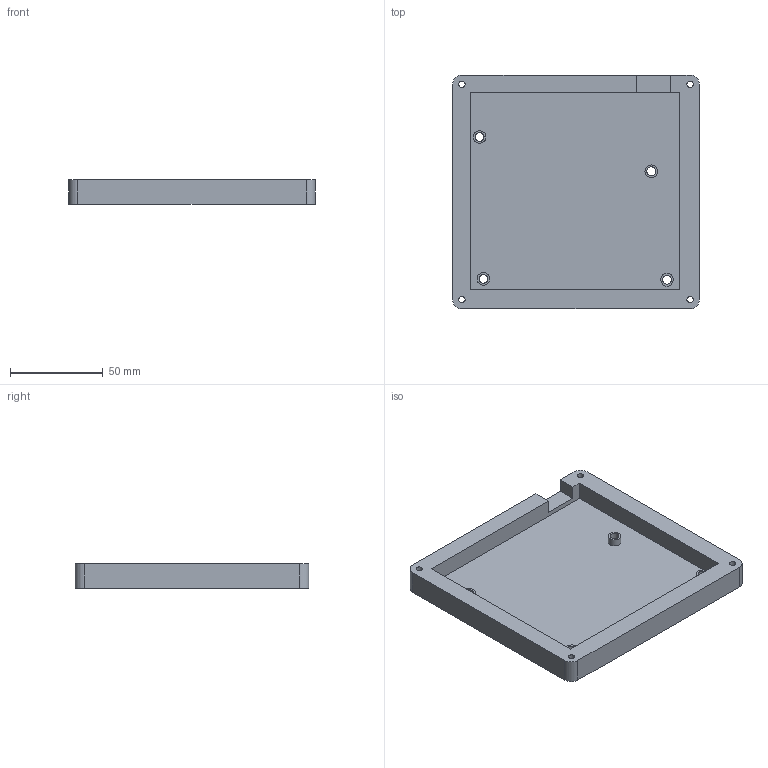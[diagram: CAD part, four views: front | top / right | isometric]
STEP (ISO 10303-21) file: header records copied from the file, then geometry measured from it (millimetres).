
FILE_DESCRIPTION(/* description */ (''),/* implementation_level */ '2;1');
FILE_NAME(/* name */ 'hackpad v5.step',/* time_stamp */ '2025-07-06T17:09:12-04:00',/* author */ (''),/* organization */ (''),/* preprocessor_version */ 'ST-DEVELOPER v20.1',/* originating_system */ 'Autodesk Translation Framework v14.10.0.0',/* authorisation */ '');
FILE_SCHEMA (('AUTOMOTIVE_DESIGN { 1 0 10303 214 3 1 1 }'));
Length unit declared in the file: millimetre
Products named in the file (2): hackpad; numhackpad
Assembly tree (1 placements, depth 2):
  hackpad
    numhackpad
Bounding box: 133 x 126 x 13 mm (x, y, z)
Volume: 95862 mm3; surface area: 45541 mm2
Topology: 1 solids, 1 shells, 42 faces, 96 edges, 64 vertices
Faces by surface type: plane 22, cylinder 20
Full cylindrical faces by diameter (mm): 3.4 x4, 4.7 x4, 6 x4, 6.8 x4
Entity records: 1285 total; most frequent: DIRECTION 226, CARTESIAN_POINT 205, ORIENTED_EDGE 192, EDGE_CURVE 96, AXIS2_PLACEMENT_3D 85, EDGE_LOOP 66, VERTEX_POINT 64, LINE 56
